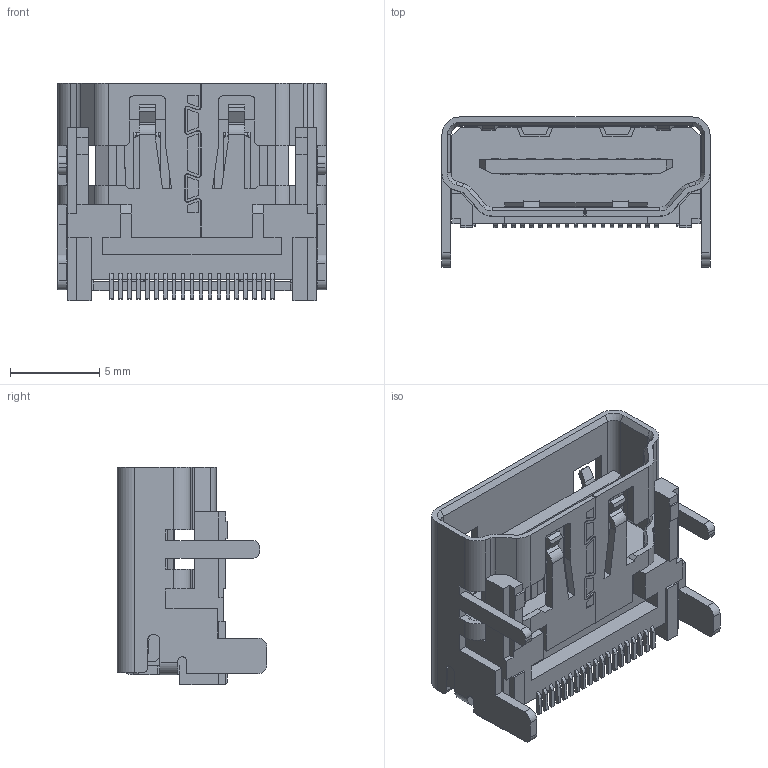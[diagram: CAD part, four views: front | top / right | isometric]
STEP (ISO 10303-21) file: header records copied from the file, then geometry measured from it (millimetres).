
FILE_DESCRIPTION(('STEP AP242'),'1');
FILE_NAME('2086581051.stp','2024-11-14T07:00:11',('TraceParts'),('TraceParts S.A.'),'Spatial InterOp 3D',' ',' ');
FILE_SCHEMA(('AP242_MANAGED_MODEL_BASED_3D_ENGINEERING_MIM_LF {1 0 10303 442 1 1 4}'));
Length unit declared in the file: millimetre
Products named in the file (1): 2086581051_1
Bounding box: 15 x 8.38 x 12.15 mm (x, y, z)
Volume: 530.5 mm3; surface area: 1384.4 mm2
Topology: 1 solids, 1 shells, 970 faces, 2912 edges, 2034 vertices
Faces by surface type: plane 680, cylinder 268, cone 14, bspline 8
Entity records: 33219 total; most frequent: CARTESIAN_POINT 6997, ORIENTED_EDGE 5608, DIRECTION 5104, EDGE_CURVE 2804, LINE 2316, VECTOR 2316, VERTEX_POINT 1818, AXIS2_PLACEMENT_3D 1394
